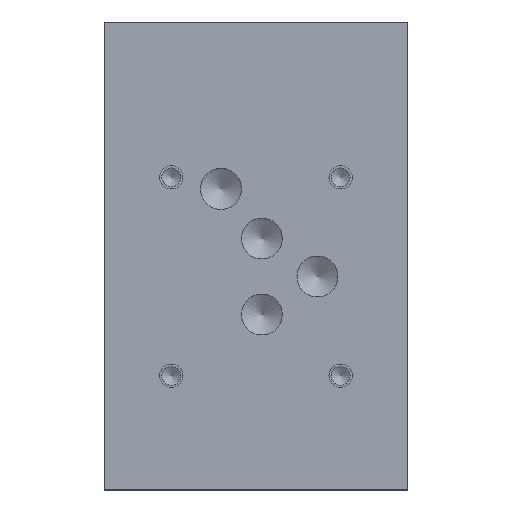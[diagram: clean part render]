
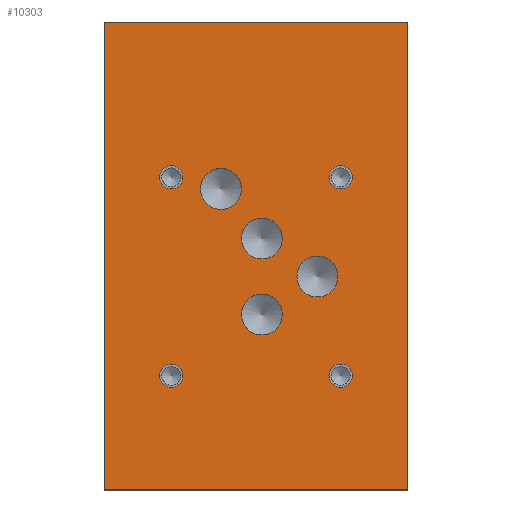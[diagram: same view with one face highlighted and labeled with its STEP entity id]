
A CAD part, top view. The second image highlights one B-rep face of the part: STEP entity #10303.
In plain terms, the highlighted planar face has unit normal (0, 0, 1).
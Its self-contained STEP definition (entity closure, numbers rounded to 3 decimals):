
#253=CIRCLE('',#10842,5.556);
#254=CIRCLE('',#10843,5.556);
#257=CIRCLE('',#10848,5.556);
#258=CIRCLE('',#10849,5.556);
#261=CIRCLE('',#10854,5.563);
#262=CIRCLE('',#10855,5.563);
#265=CIRCLE('',#10860,5.563);
#266=CIRCLE('',#10861,5.563);
#272=CIRCLE('',#10870,3.175);
#273=CIRCLE('',#10871,3.175);
#279=CIRCLE('',#10881,3.175);
#280=CIRCLE('',#10882,3.175);
#286=CIRCLE('',#10892,3.175);
#287=CIRCLE('',#10893,3.175);
#293=CIRCLE('',#10903,3.175);
#294=CIRCLE('',#10904,3.175);
#362=FACE_BOUND('',#1873,.T.);
#363=FACE_BOUND('',#1874,.T.);
#364=FACE_BOUND('',#1875,.T.);
#365=FACE_BOUND('',#1876,.T.);
#366=FACE_BOUND('',#1877,.T.);
#367=FACE_BOUND('',#1878,.T.);
#368=FACE_BOUND('',#1879,.T.);
#369=FACE_BOUND('',#1880,.T.);
#1277=FACE_OUTER_BOUND('',#1872,.T.);
#1872=EDGE_LOOP('',(#9039,#9040,#9041,#9042));
#1873=EDGE_LOOP('',(#9043,#9044));
#1874=EDGE_LOOP('',(#9045,#9046));
#1875=EDGE_LOOP('',(#9047,#9048));
#1876=EDGE_LOOP('',(#9049,#9050));
#1877=EDGE_LOOP('',(#9051,#9052));
#1878=EDGE_LOOP('',(#9053,#9054));
#1879=EDGE_LOOP('',(#9055,#9056));
#1880=EDGE_LOOP('',(#9057,#9058));
#1940=LINE('',#13333,#2915);
#2000=LINE('',#13608,#2975);
#2311=LINE('',#15767,#3286);
#2856=LINE('',#17639,#3831);
#2915=VECTOR('',#11010,10.);
#2975=VECTOR('',#11124,10.);
#3286=VECTOR('',#11619,10.);
#3831=VECTOR('',#13066,10.);
#3882=VERTEX_POINT('',#13330);
#3883=VERTEX_POINT('',#13332);
#3942=VERTEX_POINT('',#13605);
#3943=VERTEX_POINT('',#13607);
#4751=VERTEX_POINT('',#17504);
#4752=VERTEX_POINT('',#17505);
#4756=VERTEX_POINT('',#17517);
#4757=VERTEX_POINT('',#17518);
#4761=VERTEX_POINT('',#17530);
#4762=VERTEX_POINT('',#17531);
#4766=VERTEX_POINT('',#17543);
#4767=VERTEX_POINT('',#17544);
#4774=VERTEX_POINT('',#17563);
#4775=VERTEX_POINT('',#17564);
#4782=VERTEX_POINT('',#17585);
#4783=VERTEX_POINT('',#17586);
#4790=VERTEX_POINT('',#17607);
#4791=VERTEX_POINT('',#17608);
#4798=VERTEX_POINT('',#17629);
#4799=VERTEX_POINT('',#17630);
#4874=EDGE_CURVE('',#3883,#3882,#1940,.T.);
#4958=EDGE_CURVE('',#3943,#3942,#2000,.T.);
#5455=EDGE_CURVE('',#3942,#3883,#2311,.T.);
#6158=EDGE_CURVE('',#4751,#4752,#253,.T.);
#6159=EDGE_CURVE('',#4752,#4751,#254,.T.);
#6164=EDGE_CURVE('',#4756,#4757,#257,.T.);
#6165=EDGE_CURVE('',#4757,#4756,#258,.T.);
#6170=EDGE_CURVE('',#4761,#4762,#261,.T.);
#6171=EDGE_CURVE('',#4762,#4761,#262,.T.);
#6176=EDGE_CURVE('',#4766,#4767,#265,.T.);
#6177=EDGE_CURVE('',#4767,#4766,#266,.T.);
#6185=EDGE_CURVE('',#4774,#4775,#272,.T.);
#6186=EDGE_CURVE('',#4775,#4774,#273,.T.);
#6195=EDGE_CURVE('',#4782,#4783,#279,.T.);
#6196=EDGE_CURVE('',#4783,#4782,#280,.T.);
#6205=EDGE_CURVE('',#4790,#4791,#286,.T.);
#6206=EDGE_CURVE('',#4791,#4790,#287,.T.);
#6215=EDGE_CURVE('',#4798,#4799,#293,.T.);
#6216=EDGE_CURVE('',#4799,#4798,#294,.T.);
#6220=EDGE_CURVE('',#3882,#3943,#2856,.T.);
#9039=ORIENTED_EDGE('',*,*,#5455,.T.);
#9040=ORIENTED_EDGE('',*,*,#4874,.T.);
#9041=ORIENTED_EDGE('',*,*,#6220,.T.);
#9042=ORIENTED_EDGE('',*,*,#4958,.T.);
#9043=ORIENTED_EDGE('',*,*,#6158,.T.);
#9044=ORIENTED_EDGE('',*,*,#6159,.T.);
#9045=ORIENTED_EDGE('',*,*,#6164,.T.);
#9046=ORIENTED_EDGE('',*,*,#6165,.T.);
#9047=ORIENTED_EDGE('',*,*,#6170,.T.);
#9048=ORIENTED_EDGE('',*,*,#6171,.T.);
#9049=ORIENTED_EDGE('',*,*,#6176,.T.);
#9050=ORIENTED_EDGE('',*,*,#6177,.T.);
#9051=ORIENTED_EDGE('',*,*,#6185,.T.);
#9052=ORIENTED_EDGE('',*,*,#6186,.T.);
#9053=ORIENTED_EDGE('',*,*,#6195,.T.);
#9054=ORIENTED_EDGE('',*,*,#6196,.T.);
#9055=ORIENTED_EDGE('',*,*,#6205,.T.);
#9056=ORIENTED_EDGE('',*,*,#6206,.T.);
#9057=ORIENTED_EDGE('',*,*,#6215,.T.);
#9058=ORIENTED_EDGE('',*,*,#6216,.T.);
#9373=PLANE('',#10910);
#10303=ADVANCED_FACE('',(#1277,#362,#363,#364,#365,#366,#367,#368,#369),
#9373,.T.);
#10842=AXIS2_PLACEMENT_3D('',#17506,#12914,#12915);
#10843=AXIS2_PLACEMENT_3D('',#17507,#12916,#12917);
#10848=AXIS2_PLACEMENT_3D('',#17519,#12928,#12929);
#10849=AXIS2_PLACEMENT_3D('',#17520,#12930,#12931);
#10854=AXIS2_PLACEMENT_3D('',#17532,#12942,#12943);
#10855=AXIS2_PLACEMENT_3D('',#17533,#12944,#12945);
#10860=AXIS2_PLACEMENT_3D('',#17545,#12956,#12957);
#10861=AXIS2_PLACEMENT_3D('',#17546,#12958,#12959);
#10870=AXIS2_PLACEMENT_3D('',#17565,#12978,#12979);
#10871=AXIS2_PLACEMENT_3D('',#17566,#12980,#12981);
#10881=AXIS2_PLACEMENT_3D('',#17587,#13003,#13004);
#10882=AXIS2_PLACEMENT_3D('',#17588,#13005,#13006);
#10892=AXIS2_PLACEMENT_3D('',#17609,#13028,#13029);
#10893=AXIS2_PLACEMENT_3D('',#17610,#13030,#13031);
#10903=AXIS2_PLACEMENT_3D('',#17631,#13053,#13054);
#10904=AXIS2_PLACEMENT_3D('',#17632,#13055,#13056);
#10910=AXIS2_PLACEMENT_3D('',#17642,#13071,#13072);
#11010=DIRECTION('',(0.,1.,0.));
#11124=DIRECTION('',(0.,-1.,0.));
#11619=DIRECTION('',(1.,0.,0.));
#12914=DIRECTION('center_axis',(0.,0.,-1.));
#12915=DIRECTION('ref_axis',(1.,0.,0.));
#12916=DIRECTION('center_axis',(0.,0.,-1.));
#12917=DIRECTION('ref_axis',(1.,0.,0.));
#12928=DIRECTION('center_axis',(0.,0.,-1.));
#12929=DIRECTION('ref_axis',(1.,0.,0.));
#12930=DIRECTION('center_axis',(0.,0.,-1.));
#12931=DIRECTION('ref_axis',(1.,0.,0.));
#12942=DIRECTION('center_axis',(0.,0.,-1.));
#12943=DIRECTION('ref_axis',(1.,0.,0.));
#12944=DIRECTION('center_axis',(0.,0.,-1.));
#12945=DIRECTION('ref_axis',(1.,0.,0.));
#12956=DIRECTION('center_axis',(0.,0.,-1.));
#12957=DIRECTION('ref_axis',(1.,0.,0.));
#12958=DIRECTION('center_axis',(0.,0.,-1.));
#12959=DIRECTION('ref_axis',(1.,0.,0.));
#12978=DIRECTION('center_axis',(0.,0.,-1.));
#12979=DIRECTION('ref_axis',(1.,0.,0.));
#12980=DIRECTION('center_axis',(0.,0.,-1.));
#12981=DIRECTION('ref_axis',(1.,0.,0.));
#13003=DIRECTION('center_axis',(0.,0.,-1.));
#13004=DIRECTION('ref_axis',(1.,0.,0.));
#13005=DIRECTION('center_axis',(0.,0.,-1.));
#13006=DIRECTION('ref_axis',(1.,0.,0.));
#13028=DIRECTION('center_axis',(0.,0.,-1.));
#13029=DIRECTION('ref_axis',(1.,0.,0.));
#13030=DIRECTION('center_axis',(0.,0.,-1.));
#13031=DIRECTION('ref_axis',(1.,0.,0.));
#13053=DIRECTION('center_axis',(0.,0.,-1.));
#13054=DIRECTION('ref_axis',(1.,0.,0.));
#13055=DIRECTION('center_axis',(0.,0.,-1.));
#13056=DIRECTION('ref_axis',(1.,0.,0.));
#13066=DIRECTION('',(-1.,0.,0.));
#13071=DIRECTION('center_axis',(0.,0.,1.));
#13072=DIRECTION('ref_axis',(1.,0.,0.));
#13330=CARTESIAN_POINT('',(82.55,127.,101.6));
#13332=CARTESIAN_POINT('',(82.55,0.,101.6));
#13333=CARTESIAN_POINT('',(82.55,0.,101.6));
#13605=CARTESIAN_POINT('',(0.,0.,101.6));
#13607=CARTESIAN_POINT('',(0.,127.,101.6));
#13608=CARTESIAN_POINT('',(0.,127.,101.6));
#15767=CARTESIAN_POINT('',(0.,0.,101.6));
#17504=CARTESIAN_POINT('',(48.419,68.153,101.6));
#17505=CARTESIAN_POINT('',(37.306,68.153,101.6));
#17506=CARTESIAN_POINT('Origin',(42.863,68.153,101.6));
#17507=CARTESIAN_POINT('Origin',(42.863,68.153,101.6));
#17517=CARTESIAN_POINT('',(48.424,47.518,101.6));
#17518=CARTESIAN_POINT('',(37.311,47.518,101.6));
#17519=CARTESIAN_POINT('Origin',(42.868,47.518,101.6));
#17520=CARTESIAN_POINT('Origin',(42.868,47.518,101.6));
#17530=CARTESIAN_POINT('',(63.525,57.836,101.6));
#17531=CARTESIAN_POINT('',(52.4,57.836,101.6));
#17532=CARTESIAN_POINT('Origin',(57.963,57.836,101.6));
#17533=CARTESIAN_POINT('Origin',(57.963,57.836,101.6));
#17543=CARTESIAN_POINT('',(37.313,81.661,101.6));
#17544=CARTESIAN_POINT('',(26.187,81.661,101.6));
#17545=CARTESIAN_POINT('Origin',(31.75,81.661,101.6));
#17546=CARTESIAN_POINT('Origin',(31.75,81.661,101.6));
#17563=CARTESIAN_POINT('',(67.462,30.874,101.6));
#17564=CARTESIAN_POINT('',(61.112,30.874,101.6));
#17565=CARTESIAN_POINT('Origin',(64.287,30.874,101.6));
#17566=CARTESIAN_POINT('Origin',(64.287,30.874,101.6));
#17585=CARTESIAN_POINT('',(21.412,84.836,101.6));
#17586=CARTESIAN_POINT('',(15.062,84.836,101.6));
#17587=CARTESIAN_POINT('Origin',(18.237,84.836,101.6));
#17588=CARTESIAN_POINT('Origin',(18.237,84.836,101.6));
#17607=CARTESIAN_POINT('',(67.462,84.836,101.6));
#17608=CARTESIAN_POINT('',(61.112,84.836,101.6));
#17609=CARTESIAN_POINT('Origin',(64.287,84.836,101.6));
#17610=CARTESIAN_POINT('Origin',(64.287,84.836,101.6));
#17629=CARTESIAN_POINT('',(21.412,30.861,101.6));
#17630=CARTESIAN_POINT('',(15.062,30.861,101.6));
#17631=CARTESIAN_POINT('Origin',(18.237,30.861,101.6));
#17632=CARTESIAN_POINT('Origin',(18.237,30.861,101.6));
#17639=CARTESIAN_POINT('',(82.55,127.,101.6));
#17642=CARTESIAN_POINT('Origin',(41.275,63.5,101.6));
